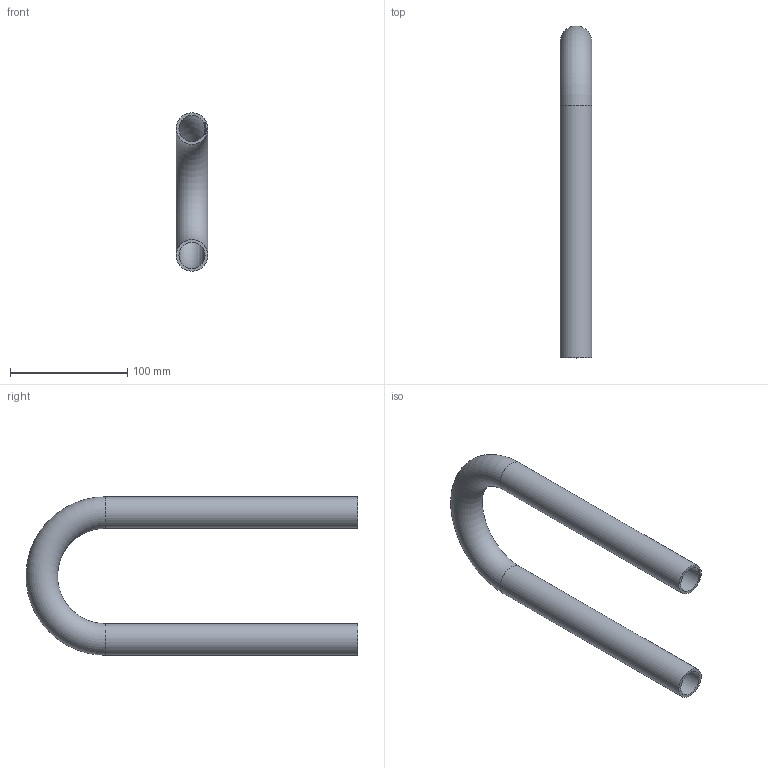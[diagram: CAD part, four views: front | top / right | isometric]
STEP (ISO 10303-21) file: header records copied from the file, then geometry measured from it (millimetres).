
FILE_DESCRIPTION (( 'STEP AP203' ), '1' );
FILE_NAME ('6965-180.step', '2023-09-14T09:51:33', ( '' ), ( '' ), 'SwSTEP 2.0', 'SolidWorks 2018', '' );
FILE_SCHEMA (( 'CONFIG_CONTROL_DESIGN' ));
Length unit declared in the file: millimetre
Products named in the file (1): 6965-180
Bounding box: 26.9 x 282.56 x 134.9 mm (x, y, z)
Volume: 106650.6 mm3; surface area: 93100.7 mm2
Topology: 1 solids, 1 shells, 221 faces, 579 edges, 385 vertices
Faces by surface type: bspline 109, plane 106, cylinder 4, torus 2
Full cylindrical faces by diameter (mm): 22.3 x2, 26.9 x2
Entity records: 12629 total; most frequent: CARTESIAN_POINT 7871, ORIENTED_EDGE 1144, DIRECTION 588, EDGE_CURVE 572, VERTEX_POINT 384, VECTOR 346, LINE 346, EDGE_LOOP 254
